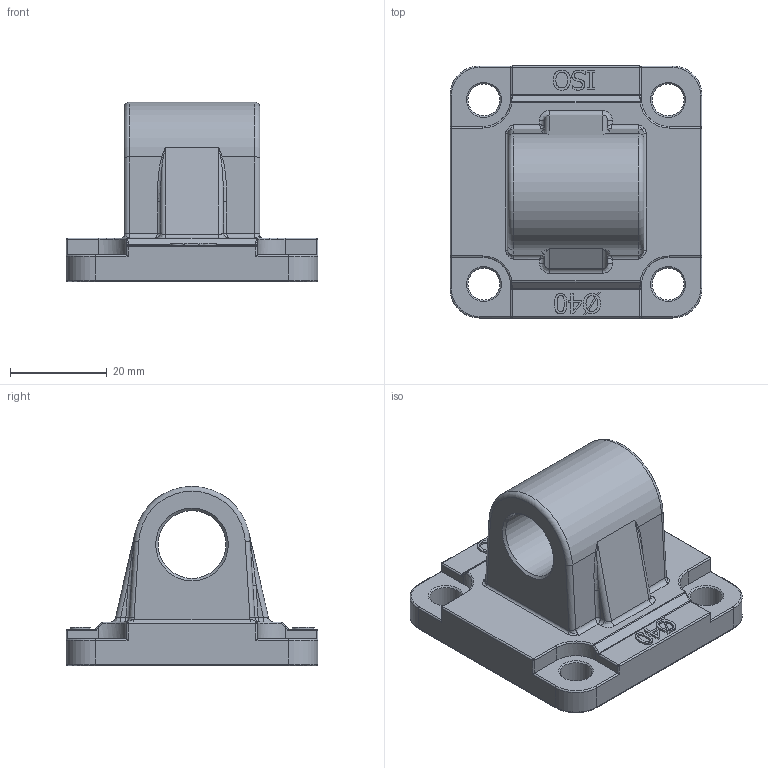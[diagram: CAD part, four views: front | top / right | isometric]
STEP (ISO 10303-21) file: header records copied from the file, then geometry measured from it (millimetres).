
FILE_DESCRIPTION((''),'2;1');
FILE_NAME('CMI040.stp','2014-12-18T16:22:04',('carlo.corazza'),(''),'Autodesk Inventor 2012','Autodesk Inventor 2012','');
FILE_SCHEMA(('AUTOMOTIVE_DESIGN { 1 0 10303 214 1 1 1 1 }'));
Length unit declared in the file: millimetre
Products named in the file (1): CMI040
Bounding box: 52 x 52 x 37 mm (x, y, z)
Volume: 29834.9 mm3; surface area: 10975.9 mm2
Topology: 1 solids, 1 shells, 290 faces, 708 edges, 419 vertices
Faces by surface type: plane 84, bspline 82, cylinder 79, torus 22, sphere 12, cone 11
Full cylindrical faces by diameter (mm): 6.6 x4, 14 x1, 35 x1
Entity records: 9360 total; most frequent: CARTESIAN_POINT 3059, ORIENTED_EDGE 1346, DIRECTION 1174, EDGE_CURVE 673, AXIS2_PLACEMENT_3D 424, VERTEX_POINT 415, EDGE_LOOP 330, VECTOR 326
